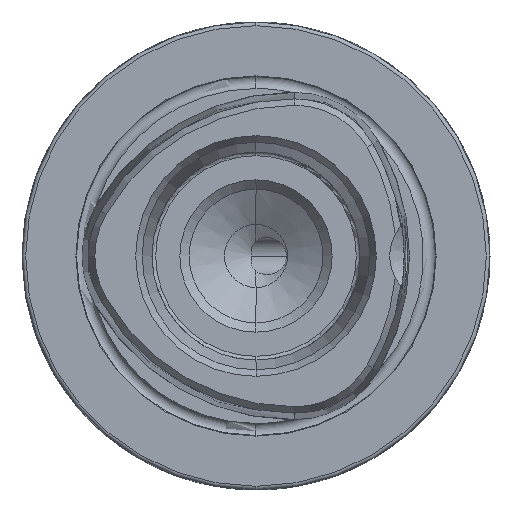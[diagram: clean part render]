
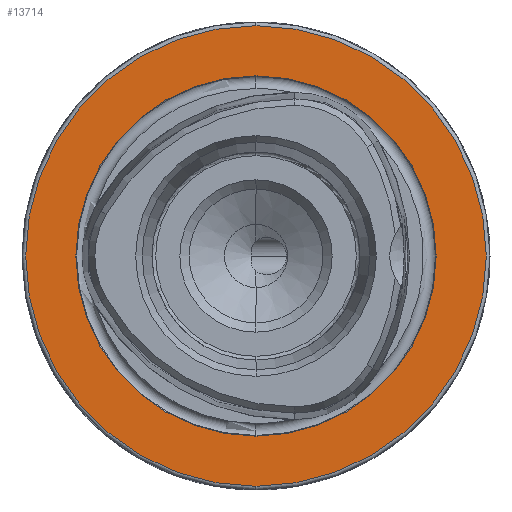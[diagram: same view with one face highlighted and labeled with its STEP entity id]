
A CAD part, left-side view. The second image highlights one B-rep face of the part: STEP entity #13714.
In plain terms, the highlighted planar face has unit normal (-1, 0, 0).
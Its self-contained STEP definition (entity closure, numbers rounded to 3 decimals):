
#133 = DIRECTION ( 'NONE',  ( -1., 0., 0. ) ) ;
#786 = CARTESIAN_POINT ( 'NONE',  ( 0., 24.25, 0. ) ) ;
#816 = FACE_BOUND ( 'NONE', #3934, .T. ) ;
#1060 = ORIENTED_EDGE ( 'NONE', *, *, #2069, .F. ) ;
#1344 = CARTESIAN_POINT ( 'NONE',  ( 0., 0., 0. ) ) ;
#1780 = ORIENTED_EDGE ( 'NONE', *, *, #4772, .F. ) ;
#2069 = EDGE_CURVE ( 'NONE', #10521, #7071, #6952, .T. ) ;
#2496 = VERTEX_POINT ( 'NONE', #5537 ) ;
#2687 = DIRECTION ( 'NONE',  ( -1., 0., 0. ) ) ;
#3110 = AXIS2_PLACEMENT_3D ( 'NONE', #786, #12633, #4013 ) ;
#3228 = AXIS2_PLACEMENT_3D ( 'NONE', #1344, #3427, #13133 ) ;
#3427 = DIRECTION ( 'NONE',  ( -1., 0., 0. ) ) ;
#3721 = DIRECTION ( 'NONE',  ( 0., 0., 1. ) ) ;
#3908 = CARTESIAN_POINT ( 'NONE',  ( 0., 0., 0. ) ) ;
#3934 = EDGE_LOOP ( 'NONE', ( #1780, #1060 ) ) ;
#4013 = DIRECTION ( 'NONE',  ( 0., 0., -1. ) ) ;
#4015 = ORIENTED_EDGE ( 'NONE', *, *, #11258, .T. ) ;
#4348 = EDGE_LOOP ( 'NONE', ( #4989, #4015 ) ) ;
#4772 = EDGE_CURVE ( 'NONE', #7071, #10521, #7186, .T. ) ;
#4912 = DIRECTION ( 'NONE',  ( 0., 0., 1. ) ) ;
#4989 = ORIENTED_EDGE ( 'NONE', *, *, #9497, .T. ) ;
#5537 = CARTESIAN_POINT ( 'NONE',  ( 0., 0., -31. ) ) ;
#6018 = CIRCLE ( 'NONE', #6745, 31. ) ;
#6745 = AXIS2_PLACEMENT_3D ( 'NONE', #11990, #133, #3721 ) ;
#6906 = FACE_OUTER_BOUND ( 'NONE', #4348, .T. ) ;
#6949 = CARTESIAN_POINT ( 'NONE',  ( 0., 0., 0. ) ) ;
#6952 = CIRCLE ( 'NONE', #10599, 24.25 ) ;
#7071 = VERTEX_POINT ( 'NONE', #11300 ) ;
#7186 = CIRCLE ( 'NONE', #3228, 24.25 ) ;
#8433 = PLANE ( 'NONE',  #3110 ) ;
#9011 = DIRECTION ( 'NONE',  ( -1., 0., 0. ) ) ;
#9100 = DIRECTION ( 'NONE',  ( 0., 0., 1. ) ) ;
#9497 = EDGE_CURVE ( 'NONE', #10813, #2496, #13305, .T. ) ;
#10521 = VERTEX_POINT ( 'NONE', #13930 ) ;
#10599 = AXIS2_PLACEMENT_3D ( 'NONE', #3908, #2687, #4912 ) ;
#10679 = CARTESIAN_POINT ( 'NONE',  ( 0., 0., 31. ) ) ;
#10813 = VERTEX_POINT ( 'NONE', #10679 ) ;
#11258 = EDGE_CURVE ( 'NONE', #2496, #10813, #6018, .T. ) ;
#11300 = CARTESIAN_POINT ( 'NONE',  ( 0., 0., 24.25 ) ) ;
#11990 = CARTESIAN_POINT ( 'NONE',  ( 0., 0., 0. ) ) ;
#12090 = AXIS2_PLACEMENT_3D ( 'NONE', #6949, #9011, #9100 ) ;
#12633 = DIRECTION ( 'NONE',  ( 1., 0., 0. ) ) ;
#13133 = DIRECTION ( 'NONE',  ( 0., 0., 1. ) ) ;
#13305 = CIRCLE ( 'NONE', #12090, 31. ) ;
#13714 = ADVANCED_FACE ( 'NONE', ( #816, #6906 ), #8433, .F. ) ;
#13930 = CARTESIAN_POINT ( 'NONE',  ( 0., 0., -24.25 ) ) ;
